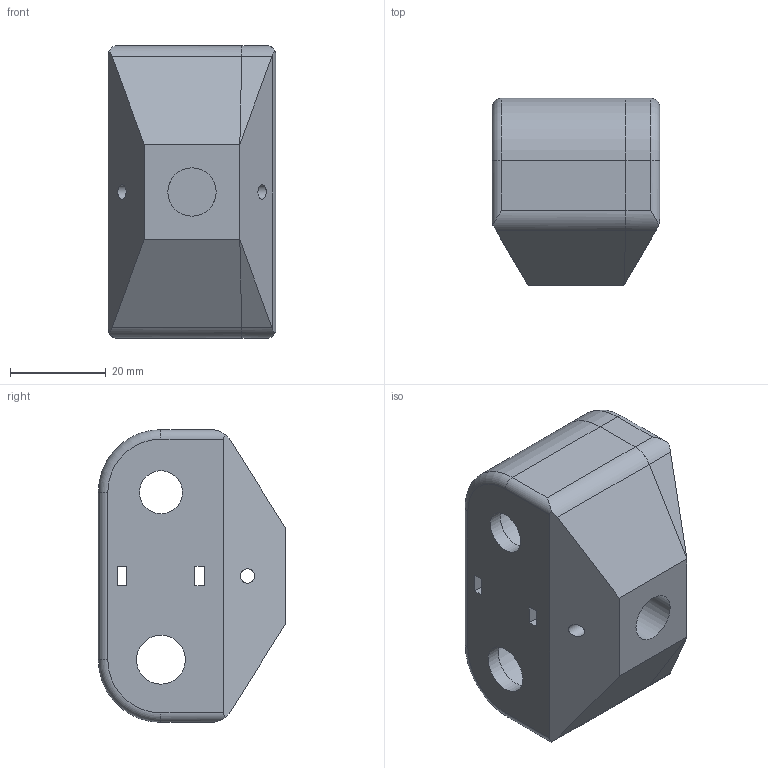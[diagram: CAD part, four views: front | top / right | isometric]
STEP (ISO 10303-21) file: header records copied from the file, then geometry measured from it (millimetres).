
FILE_DESCRIPTION(/* description */ (''),/* implementation_level */ '2;1');
FILE_NAME(/* name */ 'X_axis_holder v2.step',/* time_stamp */ '2021-07-30T04:01:03-03:00',/* author */ (''),/* organization */ (''),/* preprocessor_version */ 'ST-DEVELOPER v18.1',/* originating_system */ 'Autodesk Translation Framework v10.6.0.1341',/* authorisation */ '');
FILE_SCHEMA (('AUTOMOTIVE_DESIGN { 1 0 10303 214 3 1 1 }'));
Length unit declared in the file: millimetre
Products named in the file (3): X_axis_holder; Cover(Mirror); Holder(Mirror)
Assembly tree (2 placements, depth 2):
  X_axis_holder
    Cover(Mirror)
    Holder(Mirror)
Bounding box: 35.1 x 39.2 x 61.2 mm (x, y, z)
Volume: 51809.1 mm3; surface area: 17901.3 mm2
Topology: 2 solids, 2 shells, 83 faces, 218 edges, 143 vertices
Faces by surface type: plane 44, cylinder 35, torus 4
Full cylindrical faces by diameter (mm): 3 x3, 3.1 x4, 9 x1, 9.2 x1, 10.1 x1, 10.2 x2, 14 x1, 19.2 x2, 22.2 x1
Entity records: 2813 total; most frequent: CARTESIAN_POINT 560, DIRECTION 461, ORIENTED_EDGE 436, EDGE_CURVE 218, AXIS2_PLACEMENT_3D 168, VERTEX_POINT 143, LINE 125, VECTOR 125
